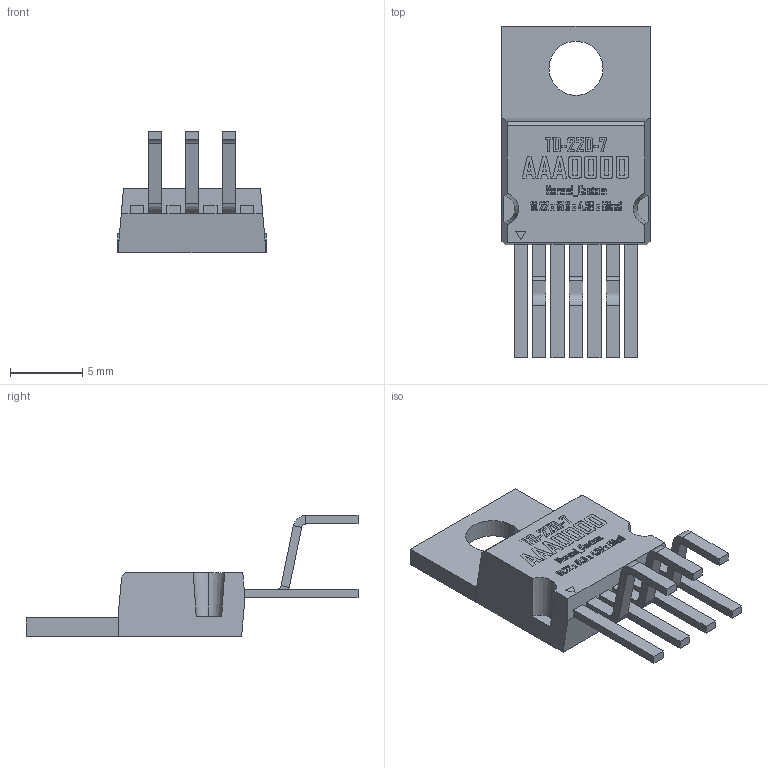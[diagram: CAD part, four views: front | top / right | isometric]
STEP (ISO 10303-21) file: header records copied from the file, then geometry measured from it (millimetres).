
FILE_DESCRIPTION (( 'STEP AP214' ), '1' );
FILE_NAME ('TO-220-7_Normal_Custom_rev1.0.STEP', '2023-03-31T23:43:36', ( '' ), ( '' ), 'SwSTEP 2.0', 'SolidWorks 2020', '' );
FILE_SCHEMA (( 'AUTOMOTIVE_DESIGN' ));
Length unit declared in the file: millimetre
Products named in the file (1): TO-220-7_Normal_Custom_rev1.0
Bounding box: 10.22 x 22.91 x 8.35 mm (x, y, z)
Volume: 528.2 mm3; surface area: 813.9 mm2
Topology: 2 solids, 2 shells, 802 faces, 2128 edges, 1398 vertices
Faces by surface type: plane 665, bspline 119, cylinder 14, cone 4
Entity records: 36601 total; most frequent: CARTESIAN_POINT 8610, ORIENTED_EDGE 4256, DIRECTION 3290, EDGE_CURVE 2128, VECTOR 1850, LINE 1850, VERTEX_POINT 1398, EDGE_LOOP 872
